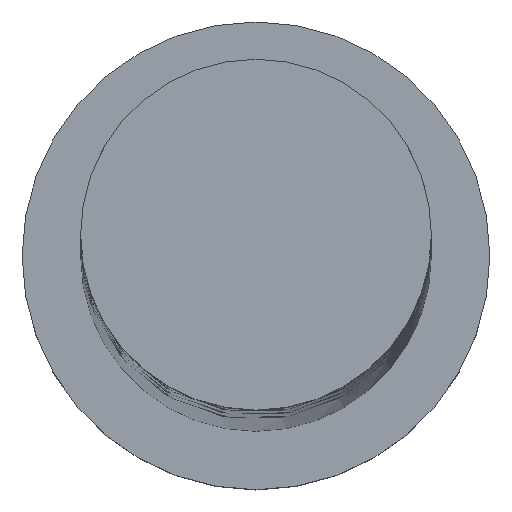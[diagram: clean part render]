
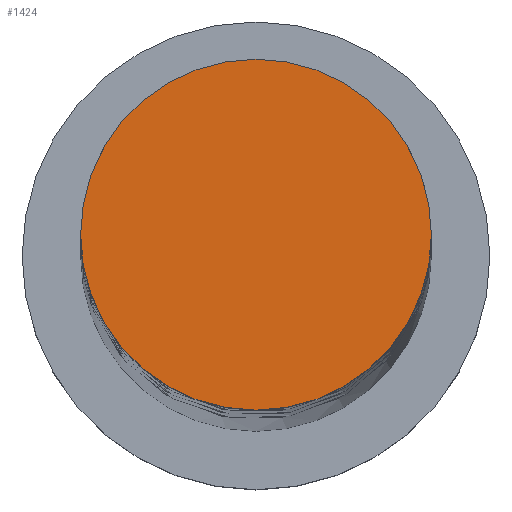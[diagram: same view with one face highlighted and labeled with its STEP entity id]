
A CAD part, top view. The second image highlights one B-rep face of the part: STEP entity #1424.
In plain terms, the highlighted planar face has unit normal (0, 0, 1).
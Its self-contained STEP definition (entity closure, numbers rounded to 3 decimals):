
#198 = CARTESIAN_POINT ( 'NONE',  ( -9., 0., 630. ) ) ;
#205 = EDGE_CURVE ( 'NONE', #1093, #1856, #505, .T. ) ;
#421 = AXIS2_PLACEMENT_3D ( 'NONE', #1371, #2053, #632 ) ;
#505 = CIRCLE ( 'NONE', #421, 9. ) ;
#632 = DIRECTION ( 'NONE',  ( 1., 0., 0. ) ) ;
#640 = AXIS2_PLACEMENT_3D ( 'NONE', #1483, #2162, #649 ) ;
#643 = DIRECTION ( 'NONE',  ( 1., 0., 0. ) ) ;
#649 = DIRECTION ( 'NONE',  ( 1., 0., 0. ) ) ;
#681 = CIRCLE ( 'NONE', #640, 9. ) ;
#845 = PLANE ( 'NONE',  #957 ) ;
#957 = AXIS2_PLACEMENT_3D ( 'NONE', #1522, #1479, #643 ) ;
#970 = EDGE_LOOP ( 'NONE', ( #1236, #1288 ) ) ;
#1053 = EDGE_CURVE ( 'NONE', #1856, #1093, #681, .T. ) ;
#1093 = VERTEX_POINT ( 'NONE', #1207 ) ;
#1207 = CARTESIAN_POINT ( 'NONE',  ( 9., 0., 630. ) ) ;
#1236 = ORIENTED_EDGE ( 'NONE', *, *, #1053, .T. ) ;
#1288 = ORIENTED_EDGE ( 'NONE', *, *, #205, .T. ) ;
#1371 = CARTESIAN_POINT ( 'NONE',  ( 0., 0., 630. ) ) ;
#1424 = ADVANCED_FACE ( 'NONE', ( #1892 ), #845, .T. ) ;
#1479 = DIRECTION ( 'NONE',  ( 0., 0., 1. ) ) ;
#1483 = CARTESIAN_POINT ( 'NONE',  ( 0., 0., 630. ) ) ;
#1522 = CARTESIAN_POINT ( 'NONE',  ( 0., 0., 630. ) ) ;
#1856 = VERTEX_POINT ( 'NONE', #198 ) ;
#1892 = FACE_OUTER_BOUND ( 'NONE', #970, .T. ) ;
#2053 = DIRECTION ( 'NONE',  ( 0., 0., 1. ) ) ;
#2162 = DIRECTION ( 'NONE',  ( 0., 0., 1. ) ) ;
